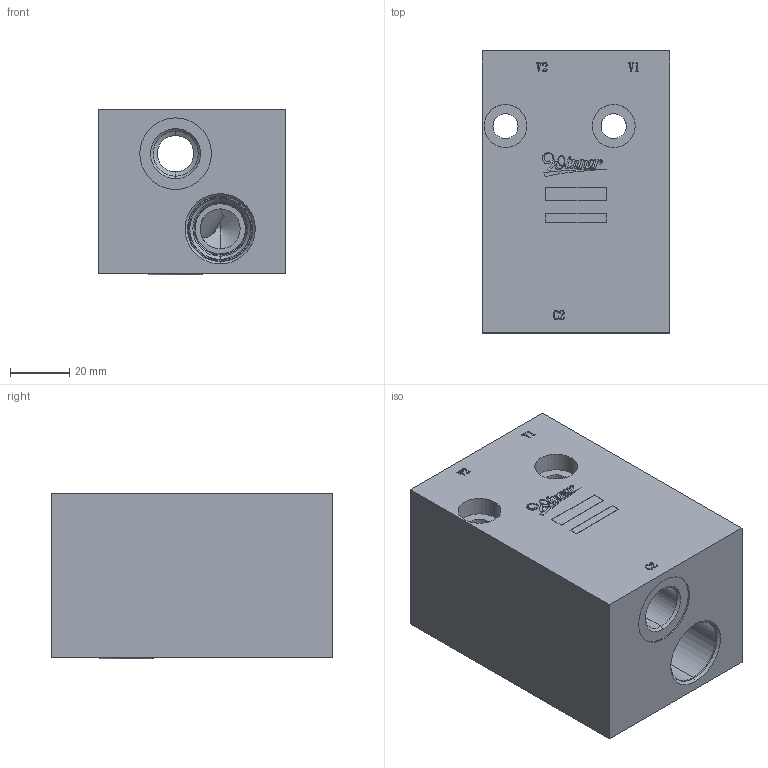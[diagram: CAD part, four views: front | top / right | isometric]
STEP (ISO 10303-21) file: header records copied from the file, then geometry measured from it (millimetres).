
FILE_DESCRIPTION (( 'STEP AP203' ), '1' );
FILE_NAME ('ML-60-CDW-11A3-11A3-G03-Z06.STEP', '2026-02-26T00:17:54', ( '' ), ( '' ), 'SwSTEP 2.0', 'SolidWorks 2018', '' );
FILE_SCHEMA (( 'CONFIG_CONTROL_DESIGN' ));
Length unit declared in the file: millimetre
Products named in the file (3): ML-60-CDW-11A3-11A3-G03-Z06; 6ED060CDWXXG03A001; 4KAA113AA001
Assembly tree (2 placements, depth 2):
  ML-60-CDW-11A3-11A3-G03-Z06
    4KAA113AA001
    6ED060CDWXXG03A001
Bounding box: 63.5 x 95.3 x 56.12 mm (x, y, z)
Volume: 274466.4 mm3; surface area: 47403.6 mm2
Topology: 2 solids, 2 shells, 489 faces, 1345 edges, 871 vertices
Faces by surface type: cylinder 215, plane 124, bspline 82, cone 56, torus 12
Entity records: 19108 total; most frequent: CARTESIAN_POINT 6699, ORIENTED_EDGE 2674, DIRECTION 2359, EDGE_CURVE 1337, VERTEX_POINT 871, AXIS2_PLACEMENT_3D 860, VECTOR 639, LINE 639
